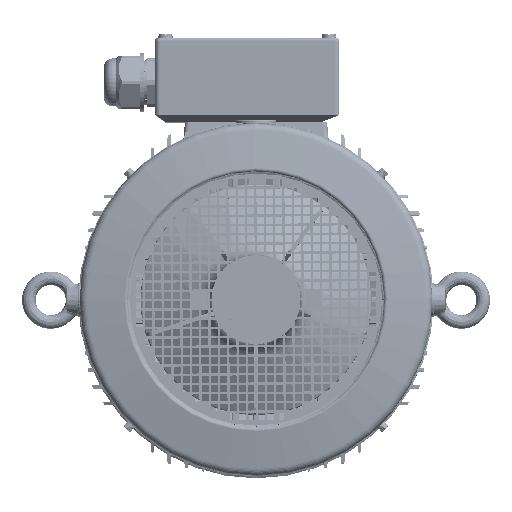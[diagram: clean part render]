
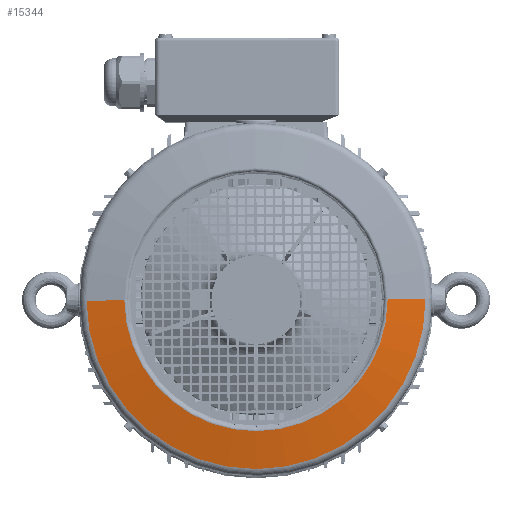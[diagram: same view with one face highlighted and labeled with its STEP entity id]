
A CAD part, top view. The second image highlights one B-rep face of the part: STEP entity #15344.
In plain terms, the highlighted conical face has half-angle 80 degrees and reference radius 148.079 mm.
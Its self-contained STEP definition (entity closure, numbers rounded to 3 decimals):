
#1678=CONICAL_SURFACE('',#146014,148.079,80.);
#4903=FACE_OUTER_BOUND('',#50367,.T.);
#15344=ADVANCED_FACE('',(#4903),#1678,.T.);
#25156=LINE('',#246750,#35833);
#25157=LINE('',#246751,#35834);
#35833=VECTOR('',#164376,1.);
#35834=VECTOR('',#164377,1.);
#50367=EDGE_LOOP('',(#87716,#87717,#87718,#87719));
#60955=CIRCLE('',#146011,148.079);
#60956=CIRCLE('',#146013,190.65);
#87716=ORIENTED_EDGE('',*,*,#124624,.F.);
#87717=ORIENTED_EDGE('',*,*,#132393,.F.);
#87718=ORIENTED_EDGE('',*,*,#124625,.T.);
#87719=ORIENTED_EDGE('',*,*,#132394,.T.);
#108573=VERTEX_POINT('',#246742);
#108574=VERTEX_POINT('',#246744);
#108575=VERTEX_POINT('',#246748);
#108576=VERTEX_POINT('',#246749);
#124624=EDGE_CURVE('',#108575,#108574,#25156,.T.);
#124625=EDGE_CURVE('',#108576,#108573,#25157,.T.);
#132393=EDGE_CURVE('',#108576,#108575,#60955,.T.);
#132394=EDGE_CURVE('',#108573,#108574,#60956,.T.);
#146011=AXIS2_PLACEMENT_3D('',#262287,#176064,#176065);
#146013=AXIS2_PLACEMENT_3D('',#262289,#176068,#176069);
#146014=AXIS2_PLACEMENT_3D('',#262290,#176070,#176071);
#164376=DIRECTION('',(0.985,0.006,-0.174));
#164377=DIRECTION('',(-0.985,-0.006,-0.174));
#176064=DIRECTION('',(0.,0.,1.));
#176065=DIRECTION('',(1.,0.,0.));
#176068=DIRECTION('',(0.,0.,1.));
#176069=DIRECTION('',(-1.,0.,0.));
#176070=DIRECTION('',(0.,0.,-1.));
#176071=DIRECTION('',(1.,0.006,0.));
#246742=CARTESIAN_POINT('',(-31.273,227.208,661.682));
#246744=CARTESIAN_POINT('',(350.019,229.592,661.682));
#246748=CARTESIAN_POINT('',(307.449,229.326,669.188));
#246749=CARTESIAN_POINT('',(11.296,227.474,669.188));
#246750=CARTESIAN_POINT('',(307.449,229.326,669.188));
#246751=CARTESIAN_POINT('',(11.296,227.474,669.188));
#262287=CARTESIAN_POINT('',(159.373,228.4,669.188));
#262289=CARTESIAN_POINT('',(159.373,228.4,661.682));
#262290=CARTESIAN_POINT('',(159.373,228.4,669.188));
